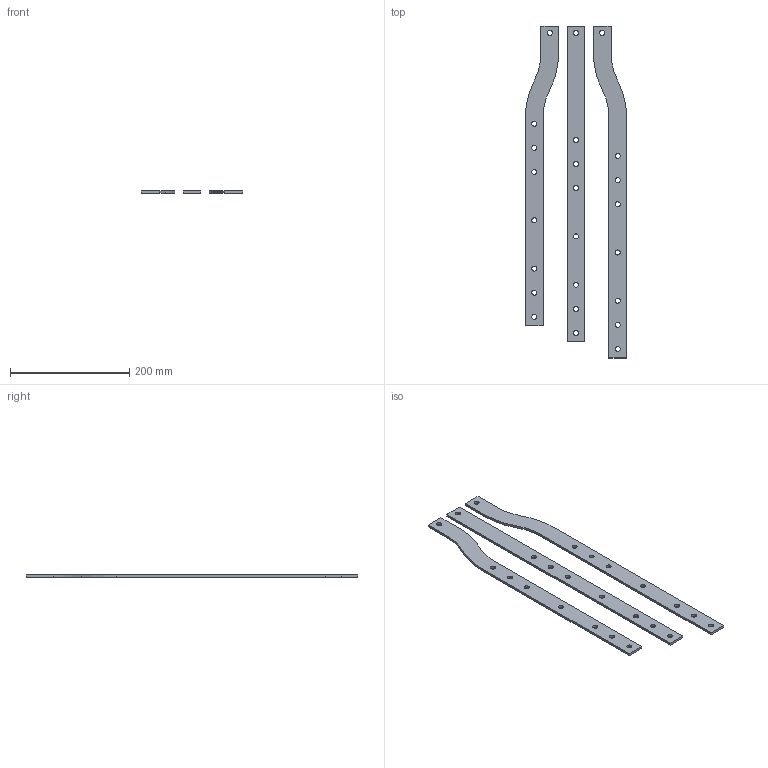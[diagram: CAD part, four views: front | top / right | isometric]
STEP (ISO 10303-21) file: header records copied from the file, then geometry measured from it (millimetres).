
FILE_DESCRIPTION (( 'STEP AP214' ), '1' );
FILE_NAME ('YKM10-SS-05 Êîìïëåêò ñèëîâûõ øèí (ìåäü, ãàá.5) ê ÏÐ.STEP', '2016-08-31T07:08:17', ( '' ), ( '' ), 'SwSTEP 2.0', 'SolidWorks 2014', '' );
FILE_SCHEMA (( 'AUTOMOTIVE_DESIGN' ));
Length unit declared in the file: millimetre
Products named in the file (1): YKM10-SS-05 Êîìïëåêò ñèëîâûõ øèí (ìåäü, ãàá.5) ê ÏÐ
Bounding box: 170 x 557 x 4 mm (x, y, z)
Volume: 186358.1 mm3; surface area: 109249.6 mm2
Topology: 3 solids, 3 shells, 78 faces, 216 edges, 144 vertices
Faces by surface type: cylinder 56, plane 22
Entity records: 2700 total; most frequent: DIRECTION 486, CARTESIAN_POINT 439, ORIENTED_EDGE 432, EDGE_CURVE 216, AXIS2_PLACEMENT_3D 191, VERTEX_POINT 144, EDGE_LOOP 126, CIRCLE 112
